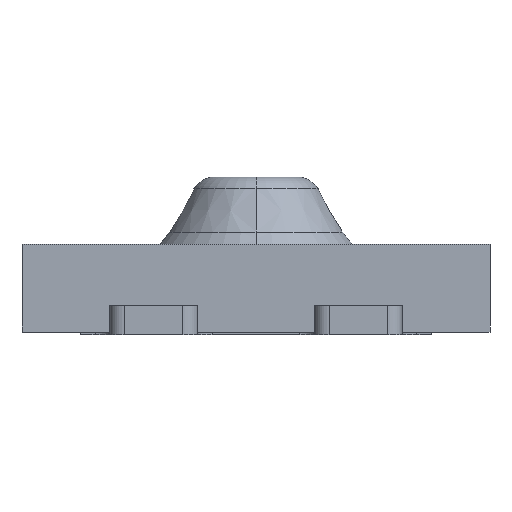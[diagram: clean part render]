
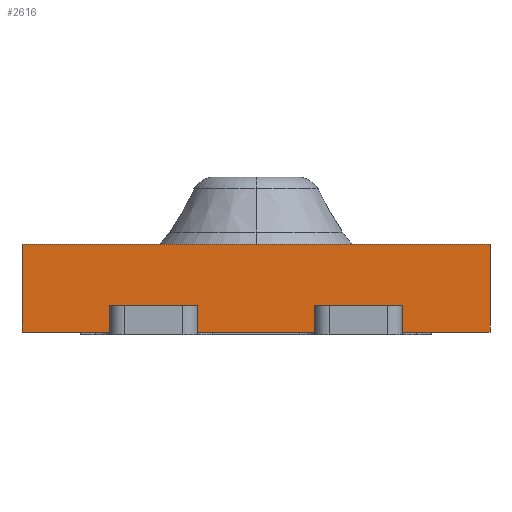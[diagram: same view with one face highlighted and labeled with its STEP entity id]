
A CAD part, left-side view. The second image highlights one B-rep face of the part: STEP entity #2616.
In plain terms, the highlighted planar face has unit normal (-1, 0, 0).
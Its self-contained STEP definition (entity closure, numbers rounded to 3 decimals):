
#2046 = VERTEX_POINT('',#2047);
#2047 = CARTESIAN_POINT('',(-1.3,-0.8,
    0.01));
#2053 = EDGE_CURVE('',#2054,#2046,#2056,.T.);
#2054 = VERTEX_POINT('',#2055);
#2055 = CARTESIAN_POINT('',(-1.3,-0.5,
    0.01));
#2056 = LINE('',#2057,#2058);
#2057 = CARTESIAN_POINT('',(-1.3,0.8,
    0.01));
#2058 = VECTOR('',#2059,1.);
#2059 = DIRECTION('',(0.,-1.,0.));
#2146 = VERTEX_POINT('',#2147);
#2147 = CARTESIAN_POINT('',(-1.3,0.5,
    0.01));
#2153 = EDGE_CURVE('',#2154,#2146,#2156,.T.);
#2154 = VERTEX_POINT('',#2155);
#2155 = CARTESIAN_POINT('',(-1.3,0.8,
    0.01));
#2156 = LINE('',#2157,#2158);
#2157 = CARTESIAN_POINT('',(-1.3,0.8,
    0.01));
#2158 = VECTOR('',#2159,1.);
#2159 = DIRECTION('',(0.,-1.,0.));
#2616 = ADVANCED_FACE('',(#2617),#2697,.F.);
#2617 = FACE_BOUND('',#2618,.T.);
#2618 = EDGE_LOOP('',(#2619,#2629,#2637,#2645,#2653,#2659,#2660,#2668,
    #2676,#2682,#2683,#2691));
#2619 = ORIENTED_EDGE('',*,*,#2620,.F.);
#2620 = EDGE_CURVE('',#2621,#2623,#2625,.T.);
#2621 = VERTEX_POINT('',#2622);
#2622 = CARTESIAN_POINT('',(-1.3,0.2,
    0.01));
#2623 = VERTEX_POINT('',#2624);
#2624 = CARTESIAN_POINT('',(-1.3,0.2,
    0.1));
#2625 = LINE('',#2626,#2627);
#2626 = CARTESIAN_POINT('',(-1.3,0.2,0.31
    ));
#2627 = VECTOR('',#2628,1.);
#2628 = DIRECTION('',(0.,0.,1.));
#2629 = ORIENTED_EDGE('',*,*,#2630,.T.);
#2630 = EDGE_CURVE('',#2621,#2631,#2633,.T.);
#2631 = VERTEX_POINT('',#2632);
#2632 = CARTESIAN_POINT('',(-1.3,-0.2,
    0.01));
#2633 = LINE('',#2634,#2635);
#2634 = CARTESIAN_POINT('',(-1.3,0.8,
    0.01));
#2635 = VECTOR('',#2636,1.);
#2636 = DIRECTION('',(0.,-1.,0.));
#2637 = ORIENTED_EDGE('',*,*,#2638,.F.);
#2638 = EDGE_CURVE('',#2639,#2631,#2641,.T.);
#2639 = VERTEX_POINT('',#2640);
#2640 = CARTESIAN_POINT('',(-1.3,-0.2,
    0.1));
#2641 = LINE('',#2642,#2643);
#2642 = CARTESIAN_POINT('',(-1.3,-0.2,
    0.31));
#2643 = VECTOR('',#2644,1.);
#2644 = DIRECTION('',(0.,0.,-1.));
#2645 = ORIENTED_EDGE('',*,*,#2646,.T.);
#2646 = EDGE_CURVE('',#2639,#2647,#2649,.T.);
#2647 = VERTEX_POINT('',#2648);
#2648 = CARTESIAN_POINT('',(-1.3,-0.5,
    0.1));
#2649 = LINE('',#2650,#2651);
#2650 = CARTESIAN_POINT('',(-1.3,0.8,
    0.1));
#2651 = VECTOR('',#2652,1.);
#2652 = DIRECTION('',(0.,-1.,0.));
#2653 = ORIENTED_EDGE('',*,*,#2654,.F.);
#2654 = EDGE_CURVE('',#2054,#2647,#2655,.T.);
#2655 = LINE('',#2656,#2657);
#2656 = CARTESIAN_POINT('',(-1.3,-0.5,
    0.31));
#2657 = VECTOR('',#2658,1.);
#2658 = DIRECTION('',(0.,0.,1.));
#2659 = ORIENTED_EDGE('',*,*,#2053,.T.);
#2660 = ORIENTED_EDGE('',*,*,#2661,.F.);
#2661 = EDGE_CURVE('',#2662,#2046,#2664,.T.);
#2662 = VERTEX_POINT('',#2663);
#2663 = CARTESIAN_POINT('',(-1.3,-0.8,
    0.31));
#2664 = LINE('',#2665,#2666);
#2665 = CARTESIAN_POINT('',(-1.3,-0.8,
    0.31));
#2666 = VECTOR('',#2667,1.);
#2667 = DIRECTION('',(-0.,-0.,-1.));
#2668 = ORIENTED_EDGE('',*,*,#2669,.F.);
#2669 = EDGE_CURVE('',#2670,#2662,#2672,.T.);
#2670 = VERTEX_POINT('',#2671);
#2671 = CARTESIAN_POINT('',(-1.3,0.8,
    0.31));
#2672 = LINE('',#2673,#2674);
#2673 = CARTESIAN_POINT('',(-1.3,0.8,
    0.31));
#2674 = VECTOR('',#2675,1.);
#2675 = DIRECTION('',(0.,-1.,0.));
#2676 = ORIENTED_EDGE('',*,*,#2677,.T.);
#2677 = EDGE_CURVE('',#2670,#2154,#2678,.T.);
#2678 = LINE('',#2679,#2680);
#2679 = CARTESIAN_POINT('',(-1.3,0.8,
    0.31));
#2680 = VECTOR('',#2681,1.);
#2681 = DIRECTION('',(-0.,-0.,-1.));
#2682 = ORIENTED_EDGE('',*,*,#2153,.T.);
#2683 = ORIENTED_EDGE('',*,*,#2684,.F.);
#2684 = EDGE_CURVE('',#2685,#2146,#2687,.T.);
#2685 = VERTEX_POINT('',#2686);
#2686 = CARTESIAN_POINT('',(-1.3,0.5,
    0.1));
#2687 = LINE('',#2688,#2689);
#2688 = CARTESIAN_POINT('',(-1.3,0.5,
    0.31));
#2689 = VECTOR('',#2690,1.);
#2690 = DIRECTION('',(0.,0.,-1.));
#2691 = ORIENTED_EDGE('',*,*,#2692,.T.);
#2692 = EDGE_CURVE('',#2685,#2623,#2693,.T.);
#2693 = LINE('',#2694,#2695);
#2694 = CARTESIAN_POINT('',(-1.3,0.8,
    0.1));
#2695 = VECTOR('',#2696,1.);
#2696 = DIRECTION('',(0.,-1.,0.));
#2697 = PLANE('',#2698);
#2698 = AXIS2_PLACEMENT_3D('',#2699,#2700,#2701);
#2699 = CARTESIAN_POINT('',(-1.3,0.8,
    0.31));
#2700 = DIRECTION('',(1.,0.,0.));
#2701 = DIRECTION('',(0.,1.,0.));
